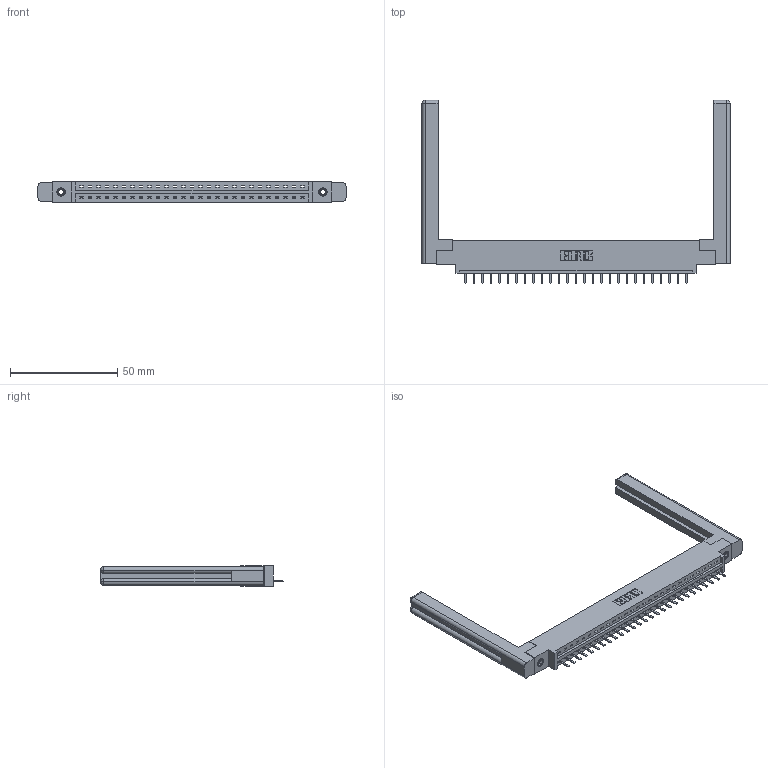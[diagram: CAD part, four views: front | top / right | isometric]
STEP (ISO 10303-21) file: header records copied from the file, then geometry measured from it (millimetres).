
FILE_DESCRIPTION (( 'STEP AP203' ), '1' );
FILE_NAME ('337-027-520-658.STEP', '2019-09-30T19:24:58', ( '' ), ( '' ), 'SwSTEP 2.0', 'SolidWorks 2016', '' );
FILE_SCHEMA (( 'CONFIG_CONTROL_DESIGN' ));
Length unit declared in the file: inch
Products named in the file (5): 337-027-520-658; 345-292-001_345-293-120; 345-250-001_345-250-001-102; 337 Part_0.170 Offset - 0.156 Dia-TI; 307-220-058
Assembly tree (32 placements, depth 2):
  337-027-520-658
    337 Part_0.170 Offset - 0.156 Dia-TI
    345-292-001_345-293-120  x27
    345-250-001_345-250-001-102  x2
    307-220-058  x2
Bounding box: 143.61 x 85.43 x 9.4 mm (x, y, z)
Volume: 21705.3 mm3; surface area: 19974.8 mm2
Topology: 32 solids, 32 shells, 2042 faces, 5969 edges, 3894 vertices
Faces by surface type: plane 1454, cylinder 564, cone 12, torus 12
Entity records: 24890 total; most frequent: CARTESIAN_POINT 4346, ORIENTED_EDGE 4236, DIRECTION 3696, EDGE_CURVE 2118, LINE 1938, VECTOR 1938, VERTEX_POINT 1402, AXIS2_PLACEMENT_3D 879
